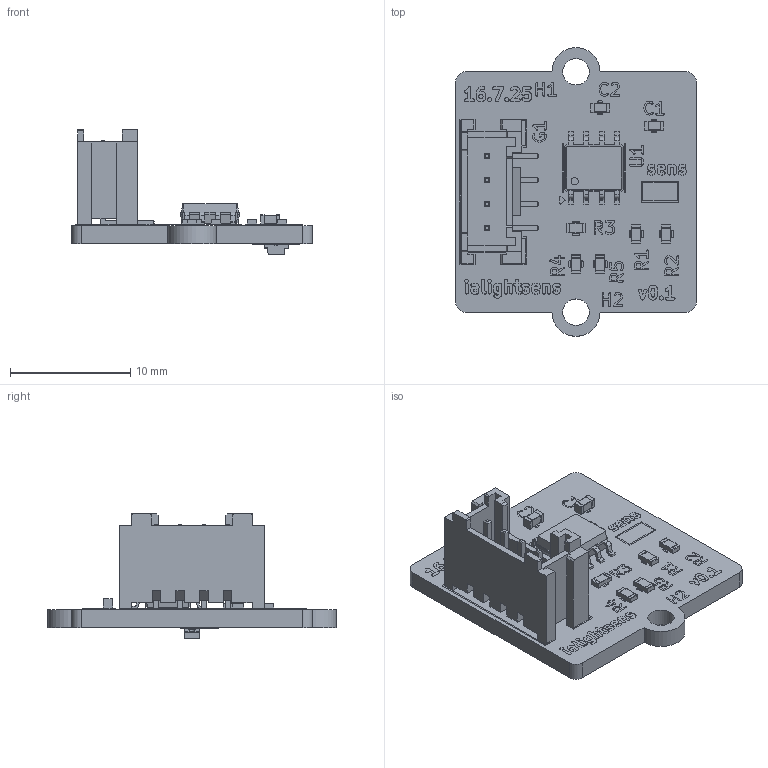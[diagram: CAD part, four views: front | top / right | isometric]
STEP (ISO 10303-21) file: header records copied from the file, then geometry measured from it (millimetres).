
FILE_DESCRIPTION(('KiCad electronic assembly'),'2;1');
FILE_NAME('ialightsens.step','2025-09-22T10:16:52',('Pcbnew'),('Kicad'), 'Open CASCADE STEP processor 7.8','KiCad to STEP converter','Unknown' );
FILE_SCHEMA(('AUTOMOTIVE_DESIGN { 1 0 10303 214 1 1 1 1 }'));
Length unit declared in the file: millimetre
Products named in the file (8): ialightsens 1; R_0603_1608Metric; GROVE-HW4-SMD-2.0; C_0603_1608Metric; SOIC-8_3.9x4.9mm_P1.27mm; SFH 3710-3_4-Z; ialightsens_silkscreen; ialightsens_PCB
Assembly tree (12 placements, depth 2):
  ialightsens 1
    R_0603_1608Metric  x5
    GROVE-HW4-SMD-2.0
    C_0603_1608Metric  x2
    SOIC-8_3.9x4.9mm_P1.27mm
    SFH 3710-3_4-Z
    ialightsens_silkscreen
    ialightsens_PCB
Bounding box: 20 x 24 x 10.38 mm (x, y, z)
Volume: 839.9 mm3; surface area: 1716.7 mm2
Topology: 14 solids, 89 shells, 718 faces, 2922 edges, 2322 vertices
Faces by surface type: plane 564, cylinder 138, bspline 16
Full cylindrical faces by diameter (mm): 2.2 x2
Entity records: 29779 total; most frequent: CARTESIAN_POINT 5347, DIRECTION 4207, ORIENTED_EDGE 3923, EDGE_CURVE 2578, VERTEX_POINT 2098, LINE 2067, VECTOR 2067, AXIS2_PLACEMENT_3D 1070
